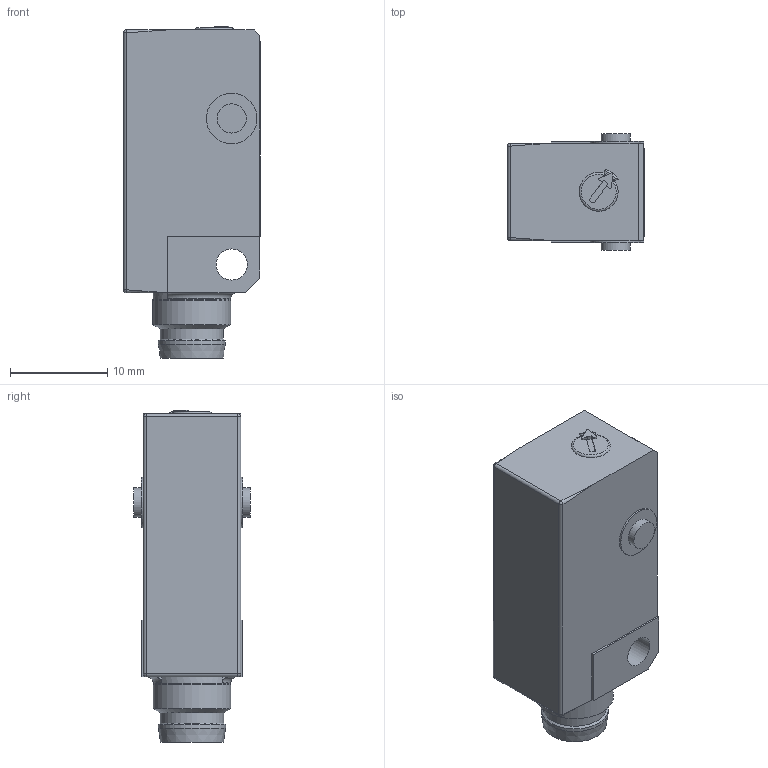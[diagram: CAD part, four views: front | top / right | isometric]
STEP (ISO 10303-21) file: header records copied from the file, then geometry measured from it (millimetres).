
FILE_DESCRIPTION(/* description */ (''),/* implementation_level */ '2;1');
FILE_NAME(/* name */ 'OT140475.stp',/* time_stamp */ '2016-10-10T10:45:08+02:00',/* author */ ('mitarbeiter'),/* organization */ (''),/* preprocessor_version */ 'ST-DEVELOPER v15.2',/* originating_system */ 'Autodesk Inventor 2014',/* authorisation */ '');
FILE_SCHEMA (('AUTOMOTIVE_DESIGN { 1 0 10303 214 3 1 1 }'));
Length unit declared in the file: millimetre
Products named in the file (1): OT140475
Bounding box: 14.05 x 12 x 34.1 mm (x, y, z)
Volume: 3899.1 mm3; surface area: 1974.3 mm2
Topology: 1 solids, 1 shells, 148 faces, 384 edges, 244 vertices
Faces by surface type: plane 93, cylinder 40, torus 4, sphere 4, bspline 4, cone 3
Full cylindrical faces by diameter (mm): 3 x2, 3.2 x1, 5.2 x2, 5.8 x1, 6.5 x1, 6.9 x1, 7.879 x1, 8 x2
Entity records: 4515 total; most frequent: CARTESIAN_POINT 921, DIRECTION 739, ORIENTED_EDGE 722, EDGE_CURVE 361, AXIS2_PLACEMENT_3D 251, VERTEX_POINT 243, LINE 237, VECTOR 237
